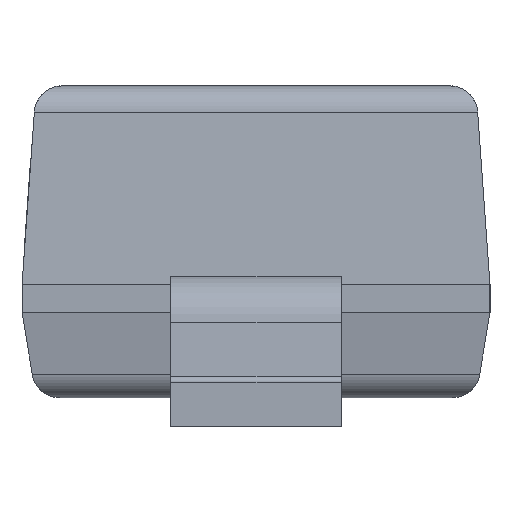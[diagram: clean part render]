
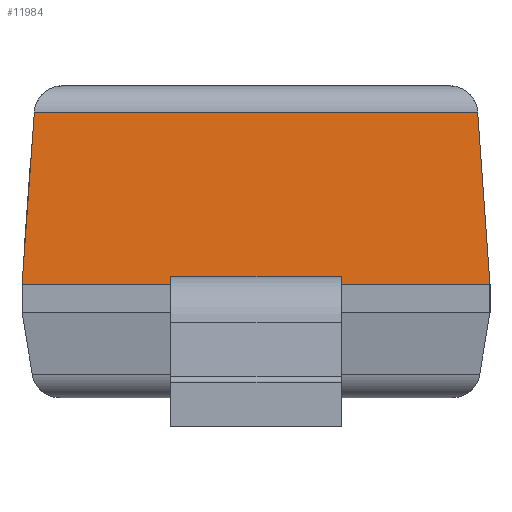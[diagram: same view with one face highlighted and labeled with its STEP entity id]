
A CAD part, left-side view. The second image highlights one B-rep face of the part: STEP entity #11984.
In plain terms, the highlighted planar face has unit normal (-0.998, 0, 0.071).
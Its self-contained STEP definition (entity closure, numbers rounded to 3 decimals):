
#230 = ORIENTED_EDGE ( 'NONE', *, *, #4269, .F. ) ;
#512 = DIRECTION ( 'NONE',  ( 0., 1., 0. ) ) ;
#672 = VECTOR ( 'NONE', #512, 1000. ) ;
#1194 = ORIENTED_EDGE ( 'NONE', *, *, #13230, .T. ) ;
#1199 = DIRECTION ( 'NONE',  ( 0., 1., 0. ) ) ;
#1260 = VECTOR ( 'NONE', #1808, 1000. ) ;
#1510 = FACE_OUTER_BOUND ( 'NONE', #6587, .T. ) ;
#1557 = ORIENTED_EDGE ( 'NONE', *, *, #2966, .F. ) ;
#1802 = VECTOR ( 'NONE', #1199, 1000. ) ;
#1808 = DIRECTION ( 'NONE',  ( 0.071, 0.071, 0.995 ) ) ;
#2208 = CARTESIAN_POINT ( 'NONE',  ( -1.325, 0.825, 0.5 ) ) ;
#2548 = VERTEX_POINT ( 'NONE', #2208 ) ;
#2658 = CARTESIAN_POINT ( 'NONE',  ( -1.325, 0.825, 0.5 ) ) ;
#2856 = DIRECTION ( 'NONE',  ( 0., 1., 0. ) ) ;
#2874 = DIRECTION ( 'NONE',  ( 0.071, -0.071, 0.995 ) ) ;
#2966 = EDGE_CURVE ( 'NONE', #4833, #3136, #7990, .T. ) ;
#3136 = VERTEX_POINT ( 'NONE', #7433 ) ;
#3476 = PLANE ( 'NONE',  #13748 ) ;
#3687 = CARTESIAN_POINT ( 'NONE',  ( -1.282, 0.782, 1.107 ) ) ;
#3716 = LINE ( 'NONE', #2658, #8328 ) ;
#4269 = EDGE_CURVE ( 'NONE', #3136, #5793, #3716, .T. ) ;
#4833 = VERTEX_POINT ( 'NONE', #12197 ) ;
#4843 = VERTEX_POINT ( 'NONE', #3687 ) ;
#4886 = EDGE_CURVE ( 'NONE', #5793, #2548, #6821, .T. ) ;
#4942 = LINE ( 'NONE', #6055, #1260 ) ;
#5205 = CARTESIAN_POINT ( 'NONE',  ( -1.325, 0.3, 0.5 ) ) ;
#5509 = VERTEX_POINT ( 'NONE', #9816 ) ;
#5698 = CARTESIAN_POINT ( 'NONE',  ( -1.275, 0., 1.2 ) ) ;
#5793 = VERTEX_POINT ( 'NONE', #5205 ) ;
#5882 = CARTESIAN_POINT ( 'NONE',  ( -1.325, 0.825, 0.5 ) ) ;
#6055 = CARTESIAN_POINT ( 'NONE',  ( -1.271, -0.771, 1.255 ) ) ;
#6551 = ORIENTED_EDGE ( 'NONE', *, *, #12245, .F. ) ;
#6587 = EDGE_LOOP ( 'NONE', ( #10226, #1194, #6551, #8158, #230, #1557 ) ) ;
#6821 = LINE ( 'NONE', #11145, #672 ) ;
#7433 = CARTESIAN_POINT ( 'NONE',  ( -1.325, -0.3, 0.5 ) ) ;
#7518 = LINE ( 'NONE', #12809, #1802 ) ;
#7989 = CARTESIAN_POINT ( 'NONE',  ( -1.271, 0.771, 1.255 ) ) ;
#7990 = LINE ( 'NONE', #5882, #11250 ) ;
#8021 = DIRECTION ( 'NONE',  ( -0.997, 0., 0.071 ) ) ;
#8158 = ORIENTED_EDGE ( 'NONE', *, *, #4886, .F. ) ;
#8328 = VECTOR ( 'NONE', #2856, 1000. ) ;
#9159 = DIRECTION ( 'NONE',  ( 0., 1., 0. ) ) ;
#9198 = LINE ( 'NONE', #7989, #10618 ) ;
#9816 = CARTESIAN_POINT ( 'NONE',  ( -1.282, -0.782, 1.107 ) ) ;
#10226 = ORIENTED_EDGE ( 'NONE', *, *, #10653, .T. ) ;
#10618 = VECTOR ( 'NONE', #2874, 1000. ) ;
#10653 = EDGE_CURVE ( 'NONE', #4833, #5509, #4942, .T. ) ;
#11145 = CARTESIAN_POINT ( 'NONE',  ( -1.325, 0.825, 0.5 ) ) ;
#11250 = VECTOR ( 'NONE', #11327, 1000. ) ;
#11327 = DIRECTION ( 'NONE',  ( 0., 1., 0. ) ) ;
#11984 = ADVANCED_FACE ( 'NONE', ( #1510 ), #3476, .T. ) ;
#12197 = CARTESIAN_POINT ( 'NONE',  ( -1.325, -0.825, 0.5 ) ) ;
#12245 = EDGE_CURVE ( 'NONE', #2548, #4843, #9198, .T. ) ;
#12809 = CARTESIAN_POINT ( 'NONE',  ( -1.282, 0., 1.107 ) ) ;
#13230 = EDGE_CURVE ( 'NONE', #5509, #4843, #7518, .T. ) ;
#13748 = AXIS2_PLACEMENT_3D ( 'NONE', #5698, #8021, #9159 ) ;
